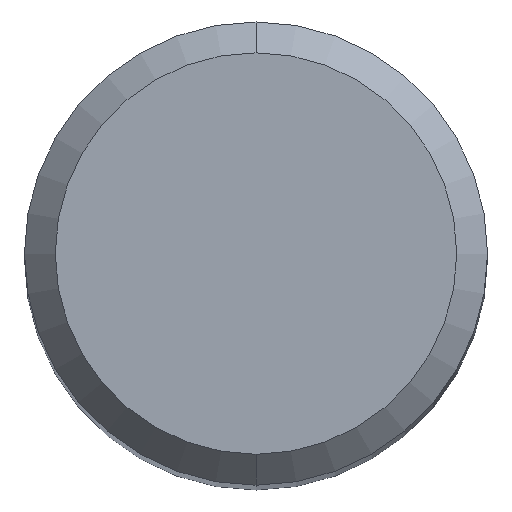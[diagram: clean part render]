
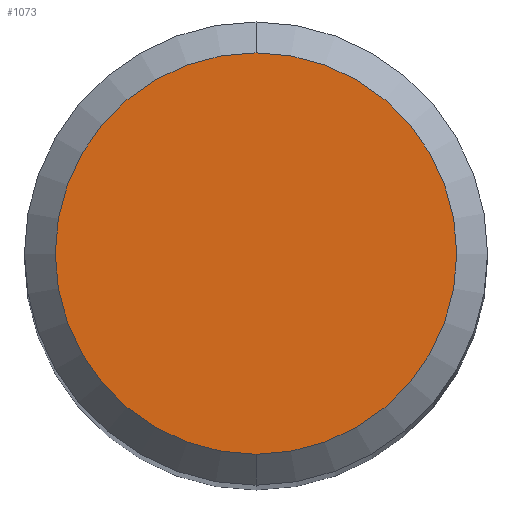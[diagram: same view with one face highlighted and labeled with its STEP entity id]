
A CAD part, top view. The second image highlights one B-rep face of the part: STEP entity #1073.
In plain terms, the highlighted planar face has unit normal (0, 0, 1).
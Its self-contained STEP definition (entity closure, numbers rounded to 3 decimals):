
#659=VERTEX_POINT('',#1687);
#1073=ADVANCED_FACE('',(#2135),#2136,.T.);
#1239=EDGE_CURVE('',#1483,#659,#2321,.T.);
#1483=VERTEX_POINT('',#2585);
#1517=EDGE_CURVE('',#659,#1483,#2621,.T.);
#1687=CARTESIAN_POINT('',(0.,-2.6,0.0));
#2135=FACE_OUTER_BOUND('',#8202,.T.);
#2136=PLANE('',#8203);
#2321=CIRCLE('',#9778,2.6);
#2585=CARTESIAN_POINT('',(0.0,2.6,0.0));
#2621=CIRCLE('',#12586,2.6);
#8202=EDGE_LOOP('',(#13280,#13281));
#8203=AXIS2_PLACEMENT_3D('',#13282,#13283,#13284);
#9778=AXIS2_PLACEMENT_3D('',#13527,#13528,#13529);
#12586=AXIS2_PLACEMENT_3D('',#13769,#13770,#13771);
#13280=ORIENTED_EDGE('',*,*,#1239,.F.);
#13281=ORIENTED_EDGE('',*,*,#1517,.F.);
#13282=CARTESIAN_POINT('',(0.0,1.3,0.0));
#13283=DIRECTION('',(-0.0,0.0,1.0));
#13284=DIRECTION('',(0.0,-1.0,0.0));
#13527=CARTESIAN_POINT('',(0.0,0.0,0.0));
#13528=DIRECTION('',(0.0,0.0,-1.0));
#13529=DIRECTION('',(0.0,1.0,0.0));
#13769=CARTESIAN_POINT('',(0.0,0.0,0.0));
#13770=DIRECTION('',(0.0,0.0,-1.0));
#13771=DIRECTION('',(0.0,1.0,0.0));
